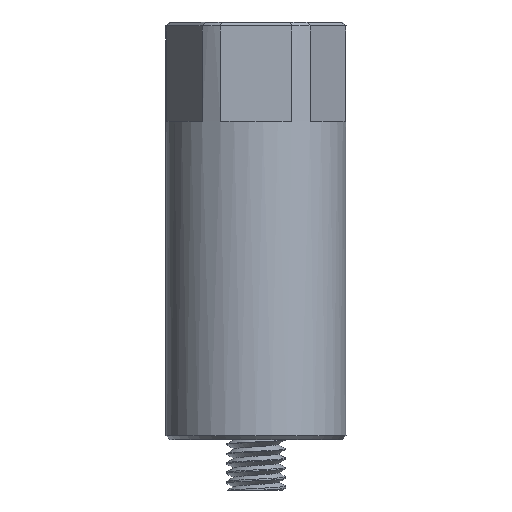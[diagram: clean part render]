
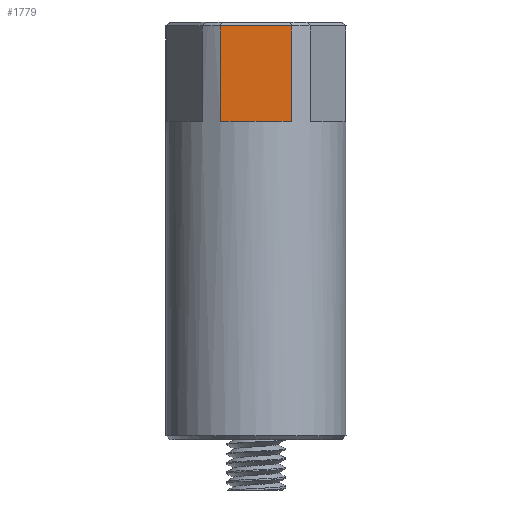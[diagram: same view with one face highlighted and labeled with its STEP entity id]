
A CAD part, front view. The second image highlights one B-rep face of the part: STEP entity #1779.
In plain terms, the highlighted face is planar.
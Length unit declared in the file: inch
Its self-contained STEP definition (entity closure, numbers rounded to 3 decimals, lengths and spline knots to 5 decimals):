
#138=PLANE('',#1955);
#199=FACE_OUTER_BOUND('',#307,.T.);
#307=EDGE_LOOP('',(#1265,#1266,#1267,#1268));
#567=LINE('',#4146,#640);
#589=LINE('',#4275,#662);
#590=LINE('',#4278,#663);
#593=LINE('',#4330,#666);
#640=VECTOR('',#2143,0.3937);
#662=VECTOR('',#2229,0.3937);
#663=VECTOR('',#2232,0.3937);
#666=VECTOR('',#2239,0.3937);
#723=VERTEX_POINT('',#4140);
#724=VERTEX_POINT('',#4145);
#755=VERTEX_POINT('',#4274);
#756=VERTEX_POINT('',#4276);
#905=EDGE_CURVE('',#723,#724,#567,.T.);
#956=EDGE_CURVE('',#755,#724,#589,.T.);
#958=EDGE_CURVE('',#723,#756,#590,.T.);
#965=EDGE_CURVE('',#756,#755,#593,.T.);
#1265=ORIENTED_EDGE('',*,*,#905,.F.);
#1266=ORIENTED_EDGE('',*,*,#958,.T.);
#1267=ORIENTED_EDGE('',*,*,#965,.T.);
#1268=ORIENTED_EDGE('',*,*,#956,.T.);
#1779=ADVANCED_FACE('',(#199),#138,.T.);
#1955=AXIS2_PLACEMENT_3D('',#4329,#2237,#2238);
#2143=DIRECTION('',(-1.,0.,0.));
#2229=DIRECTION('',(0.,0.,1.));
#2232=DIRECTION('',(0.,0.,-1.));
#2237=DIRECTION('center_axis',(0.,1.,0.));
#2238=DIRECTION('ref_axis',(-1.,0.,0.));
#2239=DIRECTION('',(-1.,0.,0.));
#4140=CARTESIAN_POINT('',(0.13403,0.3125,1.56));
#4145=CARTESIAN_POINT('',(-0.13388,0.3125,1.56));
#4146=CARTESIAN_POINT('',(0.09021,0.3125,1.56));
#4274=CARTESIAN_POINT('',(-0.13388,0.3125,1.2));
#4275=CARTESIAN_POINT('',(-0.13388,0.3125,1.2));
#4276=CARTESIAN_POINT('',(0.13403,0.3125,1.2));
#4278=CARTESIAN_POINT('',(0.13403,0.3125,1.2));
#4329=CARTESIAN_POINT('Origin',(0.18042,0.3125,0.));
#4330=CARTESIAN_POINT('',(0.09021,0.3125,1.2));
